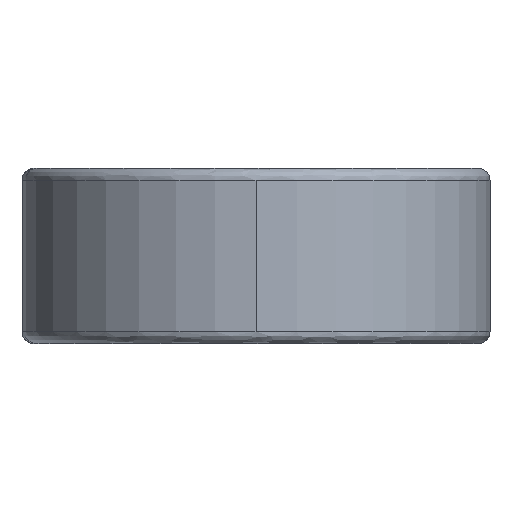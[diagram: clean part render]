
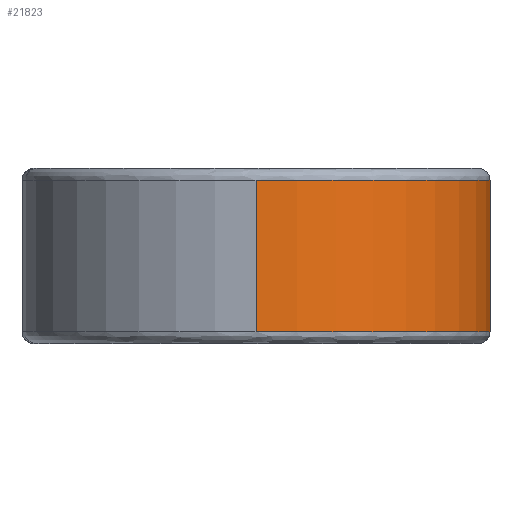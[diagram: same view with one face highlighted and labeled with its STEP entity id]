
A CAD part, left-side view. The second image highlights one B-rep face of the part: STEP entity #21823.
In plain terms, the highlighted cylindrical face has radius 19.5 mm (diameter 39 mm), a partial arc.
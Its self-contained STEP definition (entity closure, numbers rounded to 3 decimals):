
#2418 = VERTEX_POINT ( 'NONE', #22201 ) ;
#5700 = DIRECTION ( 'NONE',  ( -1., 0., 0. ) ) ;
#5816 = EDGE_CURVE ( 'NONE', #14607, #27050, #30458, .T. ) ;
#6070 = CARTESIAN_POINT ( 'NONE',  ( 0., 0., -6.3 ) ) ;
#6153 = VECTOR ( 'NONE', #20510, 1000. ) ;
#6294 = CIRCLE ( 'NONE', #13099, 19.5 ) ;
#6494 = DIRECTION ( 'NONE',  ( 1., 0., 0. ) ) ;
#10632 = AXIS2_PLACEMENT_3D ( 'NONE', #18372, #21463, #5700 ) ;
#10647 = CARTESIAN_POINT ( 'NONE',  ( -19.5, 0., -6.3 ) ) ;
#10754 = CARTESIAN_POINT ( 'NONE',  ( 0., -19.5, -6.3 ) ) ;
#11935 = VERTEX_POINT ( 'NONE', #10754 ) ;
#12110 = DIRECTION ( 'NONE',  ( 0., 0., 1. ) ) ;
#12344 = DIRECTION ( 'NONE',  ( 1., 0., 0. ) ) ;
#13099 = AXIS2_PLACEMENT_3D ( 'NONE', #6070, #20056, #6494 ) ;
#14607 = VERTEX_POINT ( 'NONE', #23351 ) ;
#15800 = EDGE_CURVE ( 'NONE', #11935, #2418, #16033, .T. ) ;
#16033 = LINE ( 'NONE', #42071, #28694 ) ;
#18142 = EDGE_LOOP ( 'NONE', ( #40454, #33022, #25870, #21343 ) ) ;
#18372 = CARTESIAN_POINT ( 'NONE',  ( 0., 0., 7.3 ) ) ;
#19924 = EDGE_CURVE ( 'NONE', #11935, #27050, #6294, .T. ) ;
#20056 = DIRECTION ( 'NONE',  ( 0., 0., -1. ) ) ;
#20510 = DIRECTION ( 'NONE',  ( 0., 0., -1. ) ) ;
#21343 = ORIENTED_EDGE ( 'NONE', *, *, #15800, .T. ) ;
#21463 = DIRECTION ( 'NONE',  ( 0., 0., -1. ) ) ;
#21823 = ADVANCED_FACE ( 'NONE', ( #30561 ), #31064, .T. ) ;
#22201 = CARTESIAN_POINT ( 'NONE',  ( 0., -19.5, 6.3 ) ) ;
#23351 = CARTESIAN_POINT ( 'NONE',  ( -19.5, 0., 6.3 ) ) ;
#23825 = AXIS2_PLACEMENT_3D ( 'NONE', #36137, #38926, #12344 ) ;
#25870 = ORIENTED_EDGE ( 'NONE', *, *, #19924, .F. ) ;
#27050 = VERTEX_POINT ( 'NONE', #10647 ) ;
#28592 = EDGE_CURVE ( 'NONE', #14607, #2418, #36237, .T. ) ;
#28694 = VECTOR ( 'NONE', #12110, 1000. ) ;
#30458 = LINE ( 'NONE', #31009, #6153 ) ;
#30561 = FACE_OUTER_BOUND ( 'NONE', #18142, .T. ) ;
#31009 = CARTESIAN_POINT ( 'NONE',  ( -19.5, 0., 7.3 ) ) ;
#31064 = CYLINDRICAL_SURFACE ( 'NONE', #10632, 19.5 ) ;
#33022 = ORIENTED_EDGE ( 'NONE', *, *, #5816, .T. ) ;
#36137 = CARTESIAN_POINT ( 'NONE',  ( 0., 0., 6.3 ) ) ;
#36237 = CIRCLE ( 'NONE', #23825, 19.5 ) ;
#38926 = DIRECTION ( 'NONE',  ( 0., 0., 1. ) ) ;
#40454 = ORIENTED_EDGE ( 'NONE', *, *, #28592, .F. ) ;
#42071 = CARTESIAN_POINT ( 'NONE',  ( 0., -19.5, 7.3 ) ) ;
